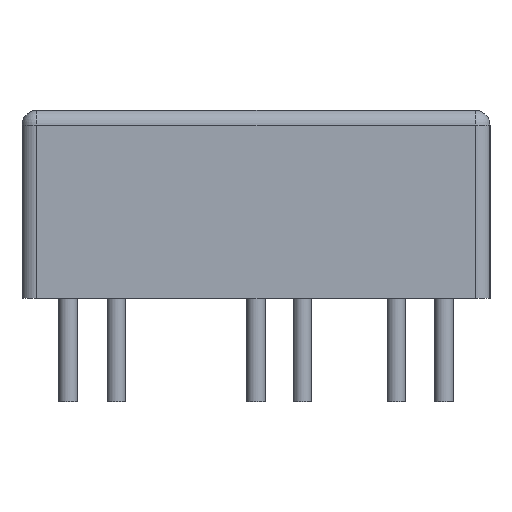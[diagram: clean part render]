
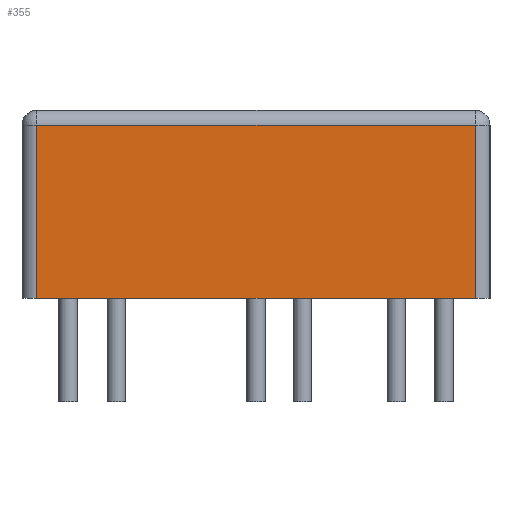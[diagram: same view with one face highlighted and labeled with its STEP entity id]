
A CAD part, left-side view. The second image highlights one B-rep face of the part: STEP entity #355.
In plain terms, the highlighted planar face has unit normal (-1, 0, 0).
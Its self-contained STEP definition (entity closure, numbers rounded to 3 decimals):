
#355 = ADVANCED_FACE( '', ( #918 ), #919, .F. );
#918 = FACE_OUTER_BOUND( '', #1723, .T. );
#919 = PLANE( '', #1724 );
#1723 = EDGE_LOOP( '', ( #2933, #2934, #2935, #2936 ) );
#1724 = AXIS2_PLACEMENT_3D( '', #2937, #2938, #2939 );
#2933 = ORIENTED_EDGE( '', *, *, #5385, .T. );
#2934 = ORIENTED_EDGE( '', *, *, #5517, .T. );
#2935 = ORIENTED_EDGE( '', *, *, #5518, .T. );
#2936 = ORIENTED_EDGE( '', *, *, #5519, .T. );
#2937 = CARTESIAN_POINT( '', ( -25.4, 12.7, 5.1 ) );
#2938 = DIRECTION( '', ( 1., 0., 0. ) );
#2939 = DIRECTION( '', ( 0., 0., -1. ) );
#5385 = EDGE_CURVE( '', #6314, #6312, #6315, .T. );
#5517 = EDGE_CURVE( '', #6312, #6540, #6541, .F. );
#5518 = EDGE_CURVE( '', #6540, #6434, #6542, .F. );
#5519 = EDGE_CURVE( '', #6434, #6314, #6543, .T. );
#6312 = VERTEX_POINT( '', #7890 );
#6314 = VERTEX_POINT( '', #7892 );
#6315 = LINE( '', #7893, #7894 );
#6434 = VERTEX_POINT( '', #8217 );
#6540 = VERTEX_POINT( '', #8596 );
#6541 = LINE( '', #8597, #8598 );
#6542 = LINE( '', #8599, #8600 );
#6543 = LINE( '', #8601, #8602 );
#7890 = CARTESIAN_POINT( '', ( -25.4, -11.9, -5.1 ) );
#7892 = CARTESIAN_POINT( '', ( -25.4, 11.9, -5.1 ) );
#7893 = CARTESIAN_POINT( '', ( -25.4, 12.7, -5.1 ) );
#7894 = VECTOR( '', #11004, 1000. );
#8217 = CARTESIAN_POINT( '', ( -25.4, 11.9, 4.3 ) );
#8596 = CARTESIAN_POINT( '', ( -25.4, -11.9, 4.3 ) );
#8597 = CARTESIAN_POINT( '', ( -25.4, -11.9, 5.1 ) );
#8598 = VECTOR( '', #11063, 1000. );
#8599 = CARTESIAN_POINT( '', ( -25.4, 12.7, 4.3 ) );
#8600 = VECTOR( '', #11064, 1000. );
#8601 = CARTESIAN_POINT( '', ( -25.4, 11.9, 5.1 ) );
#8602 = VECTOR( '', #11065, 1000. );
#11004 = DIRECTION( '', ( 0., -1., 0. ) );
#11063 = DIRECTION( '', ( 0., 0., -1. ) );
#11064 = DIRECTION( '', ( 0., -1., 0. ) );
#11065 = DIRECTION( '', ( 0., 0., -1. ) );
